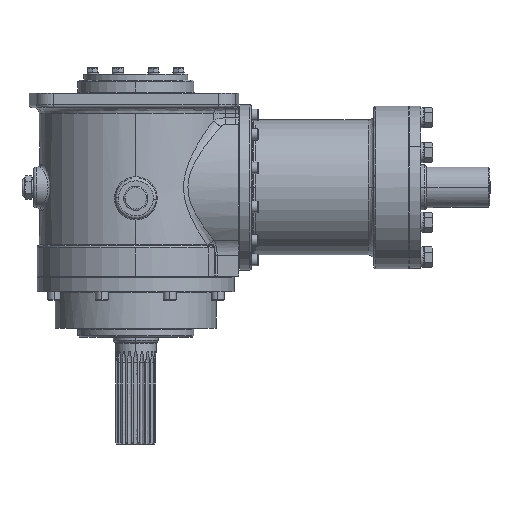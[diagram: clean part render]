
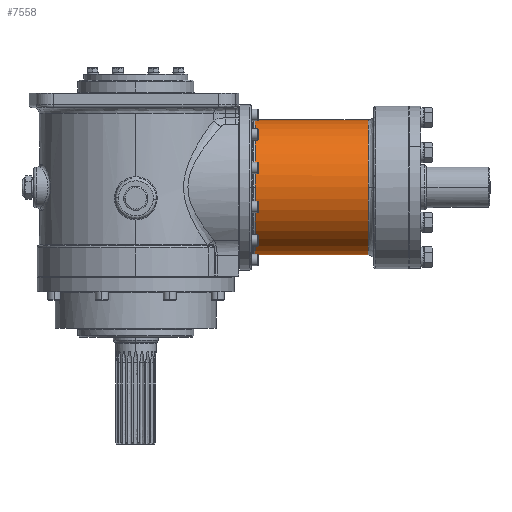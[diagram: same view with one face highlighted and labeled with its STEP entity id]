
A CAD part, front view. The second image highlights one B-rep face of the part: STEP entity #7558.
In plain terms, the highlighted cylindrical face has radius 73.787 mm (diameter 147.574 mm), a partial arc.
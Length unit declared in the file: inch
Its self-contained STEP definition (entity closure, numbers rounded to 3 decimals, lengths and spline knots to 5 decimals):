
#1390 = CIRCLE ( 'NONE', #27651, 2.905 ) ;
#1516 = DIRECTION ( 'NONE',  ( 0., 0., 1. ) ) ;
#1536 = VERTEX_POINT ( 'NONE', #19992 ) ;
#1721 = EDGE_LOOP ( 'NONE', ( #22473, #2599, #30757, #40765, #6530, #40617 ) ) ;
#1956 = DIRECTION ( 'NONE',  ( 0., 0., 1. ) ) ;
#2599 = ORIENTED_EDGE ( 'NONE', *, *, #14209, .T. ) ;
#4038 = AXIS2_PLACEMENT_3D ( 'NONE', #30708, #68948, #36197 ) ;
#4919 = DIRECTION ( 'NONE',  ( 1., 0., 0. ) ) ;
#5892 = CARTESIAN_POINT ( 'NONE',  ( 0., 0., -0.68 ) ) ;
#6483 = CARTESIAN_POINT ( 'NONE',  ( 0., 0., -5.533 ) ) ;
#6530 = ORIENTED_EDGE ( 'NONE', *, *, #54453, .T. ) ;
#7212 = CARTESIAN_POINT ( 'NONE',  ( 2.905, 0., -7.68315 ) ) ;
#7558 = ADVANCED_FACE ( 'NONE', ( #24551 ), #9960, .T. ) ;
#8702 = EDGE_CURVE ( 'NONE', #15659, #59823, #1390, .T. ) ;
#9960 = CYLINDRICAL_SURFACE ( 'NONE', #53670, 2.905 ) ;
#11409 = DIRECTION ( 'NONE',  ( 1., 0., 0. ) ) ;
#11737 = CARTESIAN_POINT ( 'NONE',  ( -2.905, 0., -7.68315 ) ) ;
#12895 = CIRCLE ( 'NONE', #65028, 2.905 ) ;
#12966 = DIRECTION ( 'NONE',  ( 0., 0., 1. ) ) ;
#14209 = EDGE_CURVE ( 'NONE', #1536, #20370, #41921, .T. ) ;
#15430 = AXIS2_PLACEMENT_3D ( 'NONE', #6483, #1516, #17310 ) ;
#15659 = VERTEX_POINT ( 'NONE', #40138 ) ;
#16187 = CARTESIAN_POINT ( 'NONE',  ( -2.905, 0., -5.533 ) ) ;
#17310 = DIRECTION ( 'NONE',  ( 1., 0., 0. ) ) ;
#19133 = DIRECTION ( 'NONE',  ( 0., 0., 1. ) ) ;
#19992 = CARTESIAN_POINT ( 'NONE',  ( -0.00792, 2.90499, -5.533 ) ) ;
#20370 = VERTEX_POINT ( 'NONE', #16187 ) ;
#22473 = ORIENTED_EDGE ( 'NONE', *, *, #42865, .T. ) ;
#22991 = VERTEX_POINT ( 'NONE', #60993 ) ;
#23123 = EDGE_CURVE ( 'NONE', #22991, #63675, #24994, .T. ) ;
#24551 = FACE_OUTER_BOUND ( 'NONE', #1721, .T. ) ;
#24994 = LINE ( 'NONE', #7212, #50645 ) ;
#25579 = VECTOR ( 'NONE', #1956, 39.37008 ) ;
#27651 = AXIS2_PLACEMENT_3D ( 'NONE', #37059, #59318, #4919 ) ;
#30708 = CARTESIAN_POINT ( 'NONE',  ( 0., 0., -5.533 ) ) ;
#30757 = ORIENTED_EDGE ( 'NONE', *, *, #39874, .T. ) ;
#36197 = DIRECTION ( 'NONE',  ( 1., 0., 0. ) ) ;
#37059 = CARTESIAN_POINT ( 'NONE',  ( 0., 0., -0.68 ) ) ;
#39874 = EDGE_CURVE ( 'NONE', #20370, #15659, #40044, .T. ) ;
#40044 = LINE ( 'NONE', #11737, #25579 ) ;
#40138 = CARTESIAN_POINT ( 'NONE',  ( -2.905, 0., -0.68 ) ) ;
#40617 = ORIENTED_EDGE ( 'NONE', *, *, #23123, .F. ) ;
#40765 = ORIENTED_EDGE ( 'NONE', *, *, #8702, .T. ) ;
#41921 = CIRCLE ( 'NONE', #15430, 2.905 ) ;
#42865 = EDGE_CURVE ( 'NONE', #22991, #1536, #69721, .T. ) ;
#43899 = DIRECTION ( 'NONE',  ( 1., 0., 0. ) ) ;
#44079 = DIRECTION ( 'NONE',  ( 0., 0., -1. ) ) ;
#48706 = CARTESIAN_POINT ( 'NONE',  ( 2.905, 0., -0.68 ) ) ;
#50645 = VECTOR ( 'NONE', #12966, 39.37008 ) ;
#53670 = AXIS2_PLACEMENT_3D ( 'NONE', #70217, #19133, #43899 ) ;
#54453 = EDGE_CURVE ( 'NONE', #59823, #63675, #12895, .T. ) ;
#59318 = DIRECTION ( 'NONE',  ( 0., 0., -1. ) ) ;
#59372 = CARTESIAN_POINT ( 'NONE',  ( -0.01171, 2.90498, -0.68 ) ) ;
#59823 = VERTEX_POINT ( 'NONE', #59372 ) ;
#60993 = CARTESIAN_POINT ( 'NONE',  ( 2.905, 0., -5.533 ) ) ;
#63675 = VERTEX_POINT ( 'NONE', #48706 ) ;
#65028 = AXIS2_PLACEMENT_3D ( 'NONE', #5892, #44079, #11409 ) ;
#68948 = DIRECTION ( 'NONE',  ( 0., 0., 1. ) ) ;
#69721 = CIRCLE ( 'NONE', #4038, 2.905 ) ;
#70217 = CARTESIAN_POINT ( 'NONE',  ( 0., 0., -7.68315 ) ) ;
